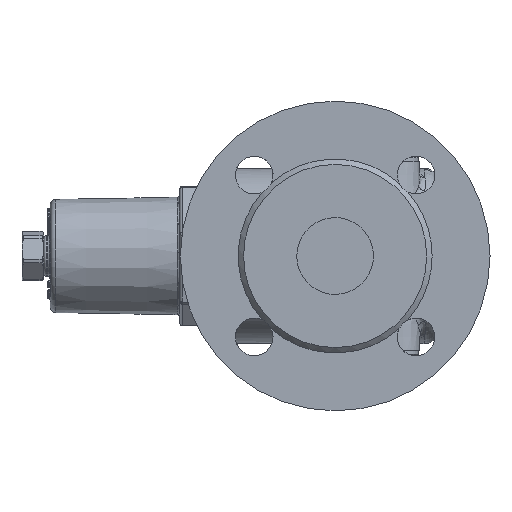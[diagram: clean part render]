
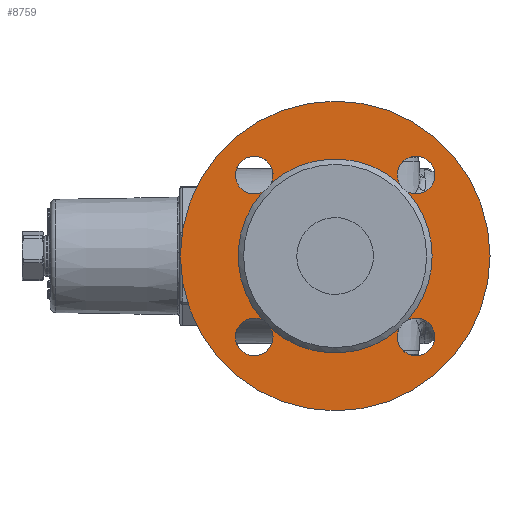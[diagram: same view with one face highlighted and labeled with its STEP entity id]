
A CAD part, left-side view. The second image highlights one B-rep face of the part: STEP entity #8759.
In plain terms, the highlighted planar face has unit normal (-1, 0, 0).
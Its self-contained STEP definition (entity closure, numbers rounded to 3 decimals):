
#744=FACE_BOUND('',#1504,.T.);
#795=PLANE('',#9398);
#963=FACE_OUTER_BOUND('',#1503,.T.);
#1503=EDGE_LOOP('',(#5886));
#1504=EDGE_LOOP('',(#5887,#5888,#5889,#5890,#5891,#5892,#5893,#5894,#5895,
#5896,#5897,#5898,#5899));
#2048=CIRCLE('',#9361,7.);
#2049=CIRCLE('',#9362,7.);
#2050=CIRCLE('',#9364,7.);
#2051=CIRCLE('',#9365,7.);
#2052=CIRCLE('',#9367,7.);
#2053=CIRCLE('',#9368,7.);
#2054=CIRCLE('',#9370,7.);
#2055=CIRCLE('',#9371,7.);
#2057=CIRCLE('',#9374,57.5);
#2070=CIRCLE('',#9392,36.);
#2071=CIRCLE('',#9393,36.);
#2073=CIRCLE('',#9395,36.);
#2074=CIRCLE('',#9396,36.);
#2075=CIRCLE('',#9397,36.);
#3228=VERTEX_POINT('',#13490);
#3229=VERTEX_POINT('',#13491);
#3230=VERTEX_POINT('',#13493);
#3233=VERTEX_POINT('',#13547);
#3234=VERTEX_POINT('',#13548);
#3235=VERTEX_POINT('',#13550);
#3238=VERTEX_POINT('',#13604);
#3239=VERTEX_POINT('',#13605);
#3240=VERTEX_POINT('',#13607);
#3243=VERTEX_POINT('',#13661);
#3244=VERTEX_POINT('',#13662);
#3245=VERTEX_POINT('',#13673);
#3250=VERTEX_POINT('',#13721);
#3260=VERTEX_POINT('',#13820);
#4224=EDGE_CURVE('',#3228,#3229,#2048,.T.);
#4226=EDGE_CURVE('',#3229,#3230,#2049,.T.);
#4230=EDGE_CURVE('',#3233,#3234,#2050,.T.);
#4232=EDGE_CURVE('',#3234,#3235,#2051,.T.);
#4236=EDGE_CURVE('',#3238,#3239,#2052,.T.);
#4238=EDGE_CURVE('',#3239,#3240,#2053,.T.);
#4243=EDGE_CURVE('',#3245,#3243,#2054,.T.);
#4247=EDGE_CURVE('',#3244,#3245,#2055,.T.);
#4250=EDGE_CURVE('',#3250,#3250,#2057,.T.);
#4266=EDGE_CURVE('',#3228,#3235,#2070,.T.);
#4267=EDGE_CURVE('',#3233,#3260,#2071,.T.);
#4270=EDGE_CURVE('',#3260,#3240,#2073,.T.);
#4271=EDGE_CURVE('',#3238,#3243,#2074,.T.);
#4272=EDGE_CURVE('',#3244,#3230,#2075,.T.);
#5886=ORIENTED_EDGE('',*,*,#4250,.T.);
#5887=ORIENTED_EDGE('',*,*,#4224,.T.);
#5888=ORIENTED_EDGE('',*,*,#4226,.T.);
#5889=ORIENTED_EDGE('',*,*,#4272,.F.);
#5890=ORIENTED_EDGE('',*,*,#4247,.T.);
#5891=ORIENTED_EDGE('',*,*,#4243,.T.);
#5892=ORIENTED_EDGE('',*,*,#4271,.F.);
#5893=ORIENTED_EDGE('',*,*,#4236,.T.);
#5894=ORIENTED_EDGE('',*,*,#4238,.T.);
#5895=ORIENTED_EDGE('',*,*,#4270,.F.);
#5896=ORIENTED_EDGE('',*,*,#4267,.F.);
#5897=ORIENTED_EDGE('',*,*,#4230,.T.);
#5898=ORIENTED_EDGE('',*,*,#4232,.T.);
#5899=ORIENTED_EDGE('',*,*,#4266,.F.);
#8759=ADVANCED_FACE('',(#963,#744),#795,.F.);
#9361=AXIS2_PLACEMENT_3D('',#13492,#10204,#10205);
#9362=AXIS2_PLACEMENT_3D('',#13504,#10206,#10207);
#9364=AXIS2_PLACEMENT_3D('',#13549,#10211,#10212);
#9365=AXIS2_PLACEMENT_3D('',#13561,#10213,#10214);
#9367=AXIS2_PLACEMENT_3D('',#13606,#10218,#10219);
#9368=AXIS2_PLACEMENT_3D('',#13618,#10220,#10221);
#9370=AXIS2_PLACEMENT_3D('',#13674,#10225,#10226);
#9371=AXIS2_PLACEMENT_3D('',#13716,#10228,#10229);
#9374=AXIS2_PLACEMENT_3D('',#13723,#10235,#10236);
#9392=AXIS2_PLACEMENT_3D('',#13819,#10272,#10273);
#9393=AXIS2_PLACEMENT_3D('',#13821,#10274,#10275);
#9395=AXIS2_PLACEMENT_3D('',#13825,#10279,#10280);
#9396=AXIS2_PLACEMENT_3D('',#13826,#10281,#10282);
#9397=AXIS2_PLACEMENT_3D('',#13827,#10283,#10284);
#9398=AXIS2_PLACEMENT_3D('',#13828,#10285,#10286);
#10204=DIRECTION('center_axis',(1.,0.,0.));
#10205=DIRECTION('ref_axis',(0.,1.,0.));
#10206=DIRECTION('center_axis',(1.,0.,0.));
#10207=DIRECTION('ref_axis',(0.,1.,0.));
#10211=DIRECTION('center_axis',(1.,0.,0.));
#10212=DIRECTION('ref_axis',(0.,0.,
-1.));
#10213=DIRECTION('center_axis',(1.,0.,0.));
#10214=DIRECTION('ref_axis',(0.,0.,
-1.));
#10218=DIRECTION('center_axis',(1.,0.,0.));
#10219=DIRECTION('ref_axis',(0.,-1.,0.));
#10220=DIRECTION('center_axis',(1.,0.,0.));
#10221=DIRECTION('ref_axis',(0.,-1.,0.));
#10225=DIRECTION('center_axis',(1.,0.,0.));
#10226=DIRECTION('ref_axis',(0.,0.,
1.));
#10228=DIRECTION('center_axis',(1.,0.,0.));
#10229=DIRECTION('ref_axis',(0.,0.,
1.));
#10235=DIRECTION('center_axis',(-1.,0.,0.));
#10236=DIRECTION('ref_axis',(0.,0.,
1.));
#10272=DIRECTION('center_axis',(-1.,0.,0.));
#10273=DIRECTION('ref_axis',(0.,0.,
1.));
#10274=DIRECTION('center_axis',(-1.,0.,0.));
#10275=DIRECTION('ref_axis',(0.,0.,
1.));
#10279=DIRECTION('center_axis',(-1.,0.,0.));
#10280=DIRECTION('ref_axis',(0.,0.,
1.));
#10281=DIRECTION('center_axis',(-1.,0.,0.));
#10282=DIRECTION('ref_axis',(0.,0.,
1.));
#10283=DIRECTION('center_axis',(-1.,0.,0.));
#10284=DIRECTION('ref_axis',(0.,0.,
1.));
#10285=DIRECTION('center_axis',(1.,0.,0.));
#10286=DIRECTION('ref_axis',(0.,0.,
-1.));
#13490=CARTESIAN_POINT('',(-78.,23.71,-27.09));
#13491=CARTESIAN_POINT('',(-78.,23.052,-30.052));
#13492=CARTESIAN_POINT('Origin',(-78.,30.052,-30.052));
#13493=CARTESIAN_POINT('',(-78.,27.09,-23.71));
#13504=CARTESIAN_POINT('Origin',(-78.,30.052,-30.052));
#13547=CARTESIAN_POINT('',(-78.,-27.09,-23.71));
#13548=CARTESIAN_POINT('',(-78.,-30.052,-23.052));
#13549=CARTESIAN_POINT('Origin',(-78.,-30.052,-30.052));
#13550=CARTESIAN_POINT('',(-78.,-23.71,-27.09));
#13561=CARTESIAN_POINT('Origin',(-78.,-30.052,-30.052));
#13604=CARTESIAN_POINT('',(-78.,-23.71,27.09));
#13605=CARTESIAN_POINT('',(-78.,-23.052,30.052));
#13606=CARTESIAN_POINT('Origin',(-78.,-30.052,30.052));
#13607=CARTESIAN_POINT('',(-78.,-27.09,23.71));
#13618=CARTESIAN_POINT('Origin',(-78.,-30.052,30.052));
#13661=CARTESIAN_POINT('',(-78.,23.71,27.09));
#13662=CARTESIAN_POINT('',(-78.,27.09,23.71));
#13673=CARTESIAN_POINT('',(-78.,30.052,23.052));
#13674=CARTESIAN_POINT('Origin',(-78.,30.052,30.052));
#13716=CARTESIAN_POINT('Origin',(-78.,30.052,30.052));
#13721=CARTESIAN_POINT('',(-78.,-57.5,0.));
#13723=CARTESIAN_POINT('Origin',(-78.,0.,0.));
#13819=CARTESIAN_POINT('Origin',(-78.,0.,0.));
#13820=CARTESIAN_POINT('',(-78.,-36.,0.));
#13821=CARTESIAN_POINT('Origin',(-78.,0.,0.));
#13825=CARTESIAN_POINT('Origin',(-78.,0.,0.));
#13826=CARTESIAN_POINT('Origin',(-78.,0.,0.));
#13827=CARTESIAN_POINT('Origin',(-78.,0.,0.));
#13828=CARTESIAN_POINT('Origin',(-78.,57.5,0.));
